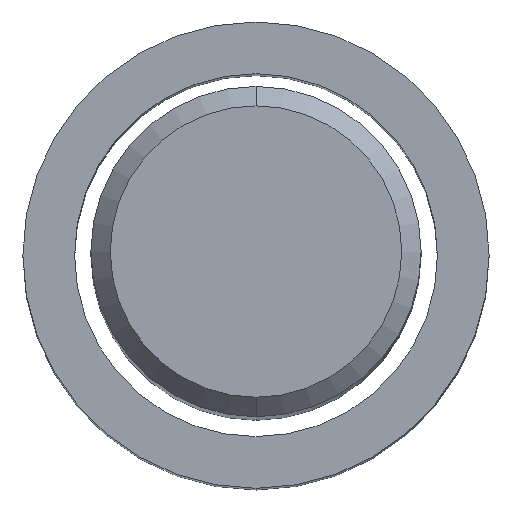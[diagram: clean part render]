
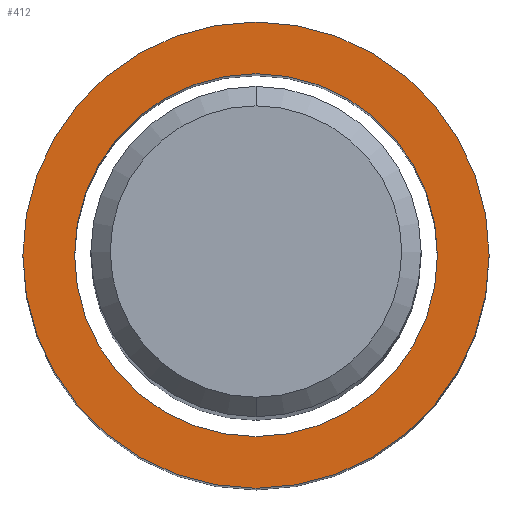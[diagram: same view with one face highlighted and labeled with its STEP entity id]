
A CAD part, top view. The second image highlights one B-rep face of the part: STEP entity #412.
In plain terms, the highlighted planar face has unit normal (0, 0, 1).
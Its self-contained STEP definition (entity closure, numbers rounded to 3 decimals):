
#176=EDGE_CURVE('',#258,#396,#474,.T.);
#196=EDGE_CURVE('',#398,#260,#498,.T.);
#258=VERTEX_POINT('',#566);
#260=VERTEX_POINT('',#568);
#266=EDGE_CURVE('',#396,#258,#575,.T.);
#396=VERTEX_POINT('',#717);
#398=VERTEX_POINT('',#719);
#412=ADVANCED_FACE('',(#734,#735),#736,.T.);
#422=EDGE_CURVE('',#260,#398,#746,.T.);
#474=CIRCLE('',#795,4.669);
#498=CIRCLE('',#863,6.0);
#566=CARTESIAN_POINT('',(0.,-4.669,-53.0));
#568=CARTESIAN_POINT('',(0.,-6.0,-53.0));
#575=CIRCLE('',#991,4.669);
#717=CARTESIAN_POINT('',(0.0,4.669,-53.0));
#719=CARTESIAN_POINT('',(0.0,6.0,-53.0));
#734=FACE_OUTER_BOUND('',#1335,.T.);
#735=FACE_BOUND('',#1336,.T.);
#736=PLANE('',#1337);
#746=CIRCLE('',#1353,6.0);
#795=AXIS2_PLACEMENT_3D('',#1425,#1426,#1427);
#863=AXIS2_PLACEMENT_3D('',#1461,#1462,#1463);
#991=AXIS2_PLACEMENT_3D('',#1557,#1558,#1559);
#1335=EDGE_LOOP('',(#1725,#1726));
#1336=EDGE_LOOP('',(#1727,#1728));
#1337=AXIS2_PLACEMENT_3D('',#1729,#1730,#1731);
#1353=AXIS2_PLACEMENT_3D('',#1737,#1738,#1739);
#1425=CARTESIAN_POINT('',(0.0,0.0,-53.0));
#1426=DIRECTION('',(0.0,0.0,-1.0));
#1427=DIRECTION('',(0.0,1.0,0.0));
#1461=CARTESIAN_POINT('',(0.0,0.0,-53.0));
#1462=DIRECTION('',(0.0,0.0,-1.0));
#1463=DIRECTION('',(0.0,1.0,0.0));
#1557=CARTESIAN_POINT('',(0.0,0.0,-53.0));
#1558=DIRECTION('',(0.0,0.0,-1.0));
#1559=DIRECTION('',(0.0,1.0,0.0));
#1725=ORIENTED_EDGE('',*,*,#196,.F.);
#1726=ORIENTED_EDGE('',*,*,#422,.F.);
#1727=ORIENTED_EDGE('',*,*,#266,.T.);
#1728=ORIENTED_EDGE('',*,*,#176,.T.);
#1729=CARTESIAN_POINT('',(0.0,5.335,-53.0));
#1730=DIRECTION('',(-0.0,0.0,1.0));
#1731=DIRECTION('',(0.0,-1.0,0.0));
#1737=CARTESIAN_POINT('',(0.0,0.0,-53.0));
#1738=DIRECTION('',(0.0,0.0,-1.0));
#1739=DIRECTION('',(0.0,1.0,0.0));
